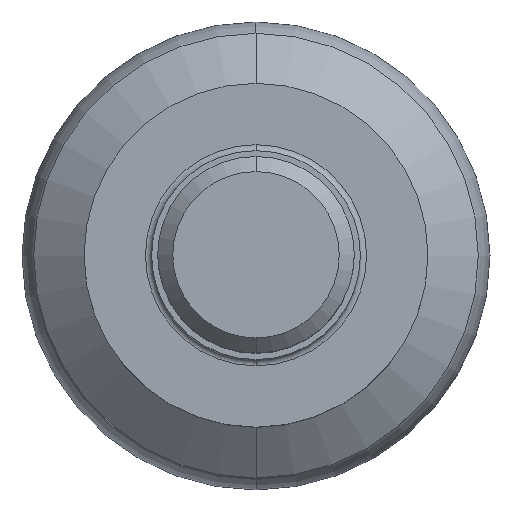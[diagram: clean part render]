
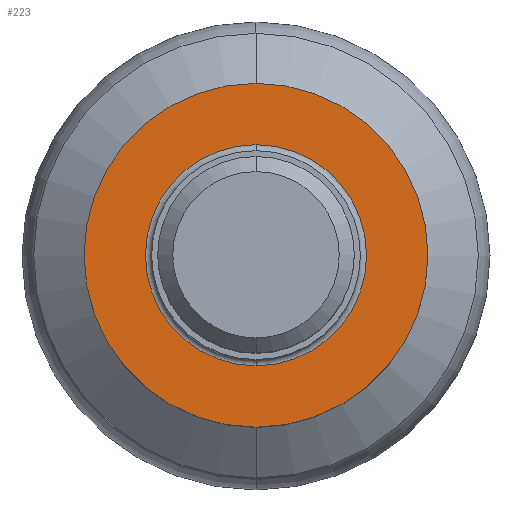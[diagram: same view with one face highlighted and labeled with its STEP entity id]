
A CAD part, top view. The second image highlights one B-rep face of the part: STEP entity #223.
In plain terms, the highlighted planar face has unit normal (0, 0, 1).
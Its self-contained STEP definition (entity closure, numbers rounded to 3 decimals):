
#193=EDGE_CURVE('',#331,#355,#476,.T.);
#223=ADVANCED_FACE('',(#509,#510),#511,.T.);
#293=EDGE_CURVE('',#355,#331,#589,.T.);
#295=VERTEX_POINT('',#591);
#301=EDGE_CURVE('',#295,#319,#597,.T.);
#319=VERTEX_POINT('',#618);
#331=VERTEX_POINT('',#630);
#333=EDGE_CURVE('',#319,#295,#632,.T.);
#355=VERTEX_POINT('',#655);
#476=CIRCLE('',#794,9.0);
#509=FACE_OUTER_BOUND('',#838,.T.);
#510=FACE_BOUND('',#839,.T.);
#511=PLANE('',#840);
#589=CIRCLE('',#933,9.0);
#591=CARTESIAN_POINT('',(0.,-14.0,0.0));
#597=CIRCLE('',#943,14.0);
#618=CARTESIAN_POINT('',(0.0,14.0,0.0));
#630=CARTESIAN_POINT('',(0.0,9.0,0.0));
#632=CIRCLE('',#986,14.0);
#655=CARTESIAN_POINT('',(0.,-9.0,0.0));
#794=AXIS2_PLACEMENT_3D('',#1175,#1176,#1177);
#838=EDGE_LOOP('',(#1225,#1226));
#839=EDGE_LOOP('',(#1227,#1228));
#840=AXIS2_PLACEMENT_3D('',#1229,#1230,#1231);
#933=AXIS2_PLACEMENT_3D('',#1321,#1322,#1323);
#943=AXIS2_PLACEMENT_3D('',#1327,#1328,#1329);
#986=AXIS2_PLACEMENT_3D('',#1370,#1371,#1372);
#1175=CARTESIAN_POINT('',(0.0,0.0,0.0));
#1176=DIRECTION('',(0.0,0.0,-1.0));
#1177=DIRECTION('',(0.0,1.0,0.0));
#1225=ORIENTED_EDGE('',*,*,#333,.F.);
#1226=ORIENTED_EDGE('',*,*,#301,.F.);
#1227=ORIENTED_EDGE('',*,*,#193,.T.);
#1228=ORIENTED_EDGE('',*,*,#293,.T.);
#1229=CARTESIAN_POINT('',(0.0,7.0,0.0));
#1230=DIRECTION('',(-0.0,0.0,1.0));
#1231=DIRECTION('',(0.0,-1.0,0.0));
#1321=CARTESIAN_POINT('',(0.0,0.0,0.0));
#1322=DIRECTION('',(0.0,0.0,-1.0));
#1323=DIRECTION('',(0.0,1.0,0.0));
#1327=CARTESIAN_POINT('',(0.0,0.0,0.0));
#1328=DIRECTION('',(0.0,0.0,-1.0));
#1329=DIRECTION('',(0.0,1.0,0.0));
#1370=CARTESIAN_POINT('',(0.0,0.0,0.0));
#1371=DIRECTION('',(0.0,0.0,-1.0));
#1372=DIRECTION('',(0.0,1.0,0.0));
